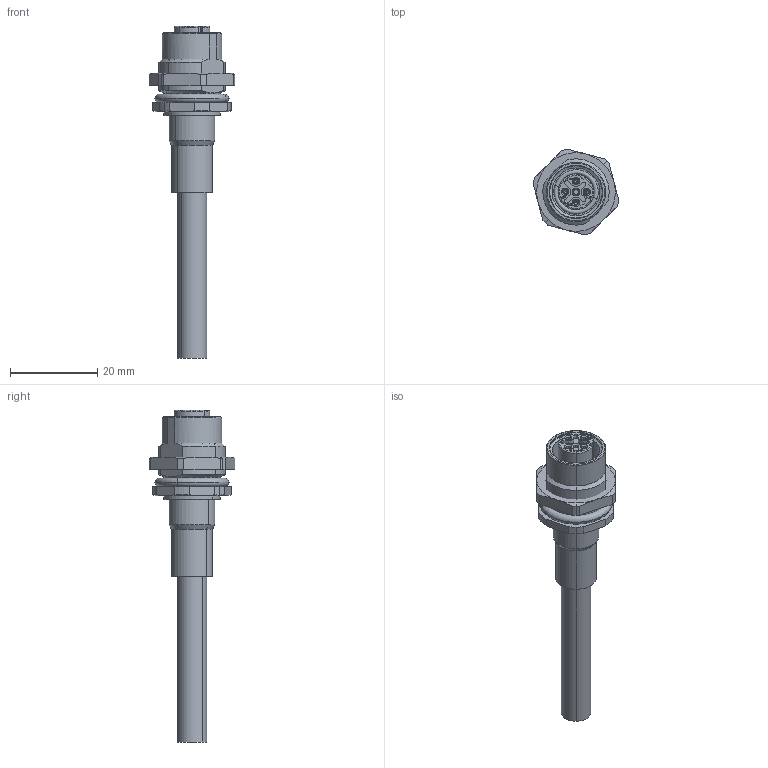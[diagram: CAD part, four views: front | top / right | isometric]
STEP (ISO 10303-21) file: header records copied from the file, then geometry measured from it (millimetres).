
FILE_DESCRIPTION(('CATIA V5 STEP Exchange','CAx-IF Rec.Pracs.--- Model Styling and Organization---1.4--- 2014-01-23'),'2;1');
FILE_NAME ('009479-4_0_1234770050_1234770050.stp','2020-10-26T16:22:58+00:00',('none'),('Weidmueller'),'CATIA Version 5-6 Release 2016 SP3 HF44','CATIA V5 STEP AP214','none');
FILE_SCHEMA(('AUTOMOTIVE_DESIGN { 1 0 10303 214 1 1 1 1 }'));
Length unit declared in the file: millimetre
Products named in the file (1): 1234770050
Bounding box: 19.64 x 19.64 x 76.1 mm (x, y, z)
Volume: 5979.6 mm3; surface area: 4579.9 mm2
Topology: 6 solids, 6 shells, 283 faces, 789 edges, 520 vertices
Faces by surface type: plane 87, cylinder 70, cone 48, extrusion 45, torus 25, bspline 8
Entity records: 10228 total; most frequent: CARTESIAN_POINT 3528, ORIENTED_EDGE 1562, DIRECTION 1008, EDGE_CURVE 781, VERTEX_POINT 520, AXIS2_PLACEMENT_3D 446, VECTOR 335, B_SPLINE_CURVE_WITH_KNOTS 319
